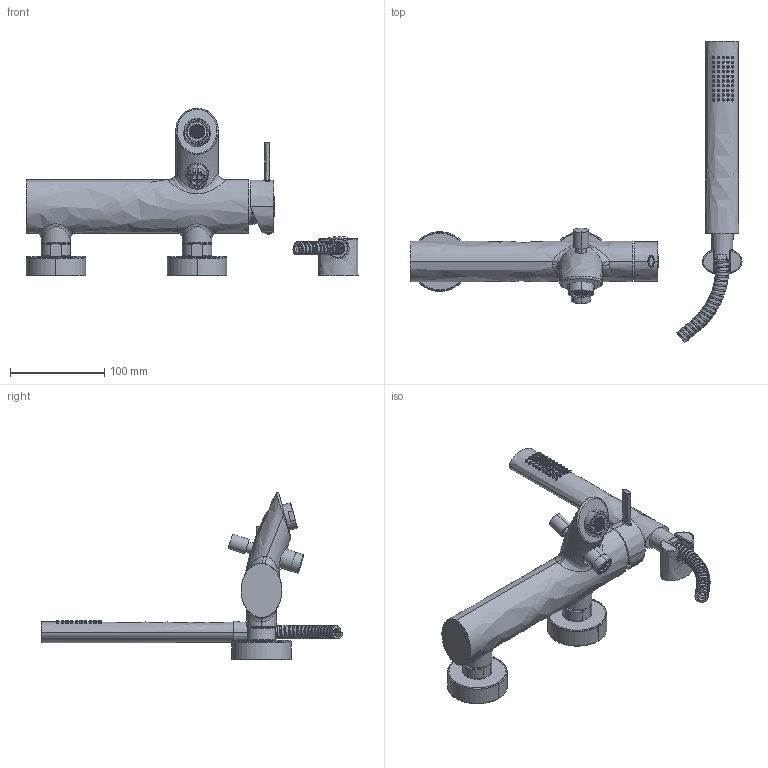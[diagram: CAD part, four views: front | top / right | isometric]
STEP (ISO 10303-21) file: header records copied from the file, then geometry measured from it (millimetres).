
FILE_DESCRIPTION((''),'2;1');
FILE_NAME('BR026CR','2021-11-08T09:49:22',('ut3'),('PAFFONI SpA'),'CREO PARAMETRIC BY PTC INC, 2020044','CREO PARAMETRIC BY PTC INC, 2020044','');
FILE_SCHEMA(('CONFIG_CONTROL_DESIGN','SHAPE_APPEARANCE_LAYERS_GROUPS'));
Products named in the file (1): BR026CR
Bounding box: 352.75 x 320.3 x 177.68 mm (x, y, z)
Volume: 466177.6 mm3; surface area: 233692.6 mm2
Topology: 4 solids, 4 shells, 3301 faces, 8989 edges, 5833 vertices
Faces by surface type: plane 2228, cylinder 599, cone 135, extrusion 117, torus 106, bspline 93, sphere 18, revolution 5
Entity records: 183536 total; most frequent: CARTESIAN_POINT 75294, ORIENTED_EDGE 17932, DIRECTION 16539, EDGE_CURVE 8966, VERTEX_POINT 5832, VECTOR 5776, LINE 5659, AXIS2_PLACEMENT_3D 5379
